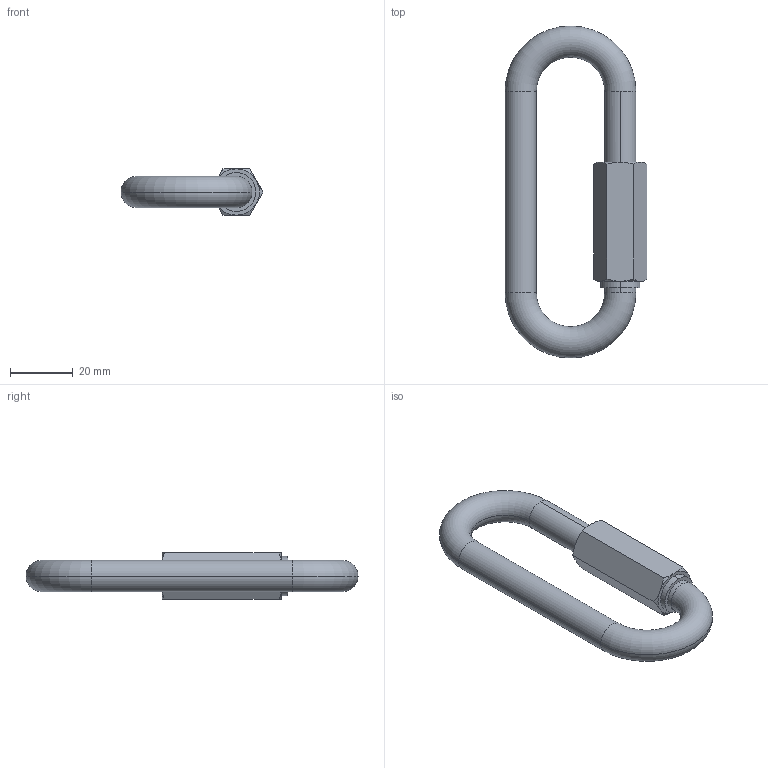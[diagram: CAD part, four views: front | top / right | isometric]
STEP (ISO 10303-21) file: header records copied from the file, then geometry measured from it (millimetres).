
FILE_DESCRIPTION (( 'STEP AP203' ), '1' );
FILE_NAME ('100079010.step', '2017-10-27T13:53:08', ( '' ), ( '' ), 'SwSTEP 2.0', 'SolidWorks 2015', '' );
FILE_SCHEMA (( 'CONFIG_CONTROL_DESIGN' ));
Length unit declared in the file: millimetre
Products named in the file (3): 100079010; 10007800X Teil1_100079010 Teil1; 10007800X Teil2_100079010 Teil2
Assembly tree (2 placements, depth 2):
  100079010
    10007800X Teil1_100079010 Teil1
    10007800X Teil2_100079010 Teil2
Bounding box: 45.32 x 106 x 14.75 mm (x, y, z)
Volume: 21355.1 mm3; surface area: 10431.9 mm2
Topology: 2 solids, 2 shells, 62 faces, 130 edges, 74 vertices
Faces by surface type: cone 22, cylinder 20, plane 12, torus 8
Entity records: 2065 total; most frequent: CARTESIAN_POINT 441, DIRECTION 306, ORIENTED_EDGE 260, AXIS2_PLACEMENT_3D 135, EDGE_CURVE 130, VERTEX_POINT 74, CIRCLE 68, EDGE_LOOP 66
